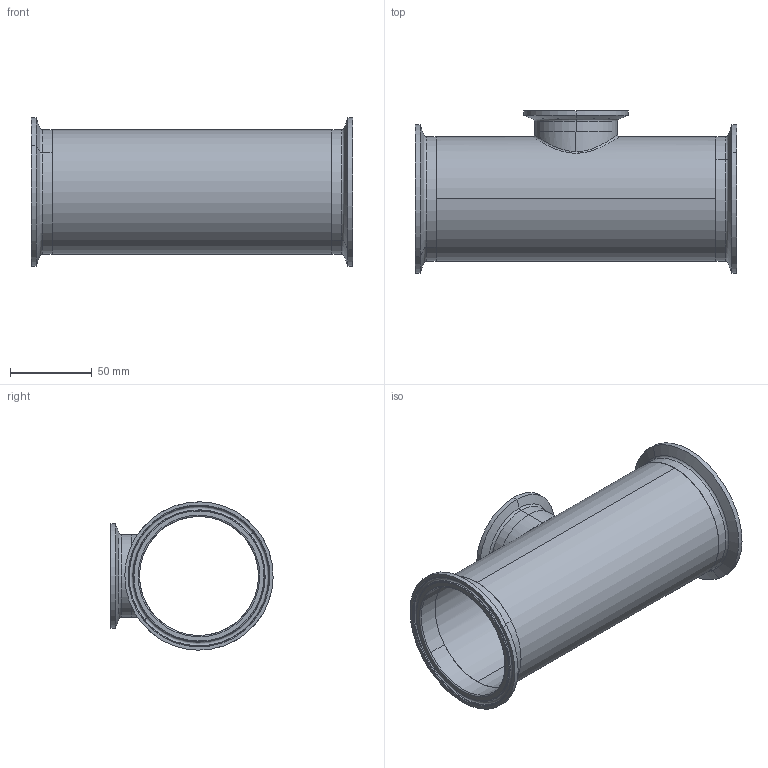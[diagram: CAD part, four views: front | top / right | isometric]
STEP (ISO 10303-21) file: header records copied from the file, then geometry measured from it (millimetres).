
FILE_DESCRIPTION (( 'STEP AP214' ), '1' );
FILE_NAME ('DT20 76.2x50.8.STEP', '2014-02-12T07:32:34', ( '' ), ( '' ), 'SwSTEP 2.0', 'SolidWorks 2013', '' );
FILE_SCHEMA (( 'AUTOMOTIVE_DESIGN' ));
Length unit declared in the file: inch
Products named in the file (4): DT14 76.2x50.8; DT20 76.2x50.8; 14 50.8; 20 76.2
Assembly tree (4 placements, depth 2):
  DT20 76.2x50.8
    DT14 76.2x50.8
    14 50.8
    20 76.2  x2
Bounding box: 196.8 x 99.45 x 90.9 mm (x, y, z)
Volume: 96403.9 mm3; surface area: 107475.4 mm2
Topology: 4 solids, 4 shells, 92 faces, 190 edges, 110 vertices
Faces by surface type: torus 32, cylinder 26, cone 18, plane 12, bspline 4
Entity records: 3216 total; most frequent: CARTESIAN_POINT 1556, DIRECTION 364, ORIENTED_EDGE 280, AXIS2_PLACEMENT_3D 166, EDGE_CURVE 140, CIRCLE 96, VERTEX_POINT 82, EDGE_LOOP 78
